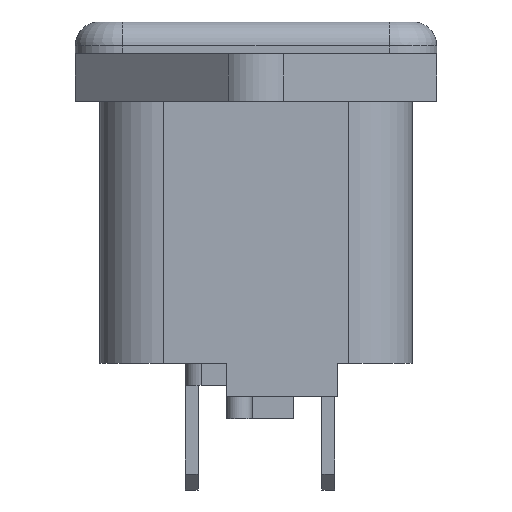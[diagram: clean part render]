
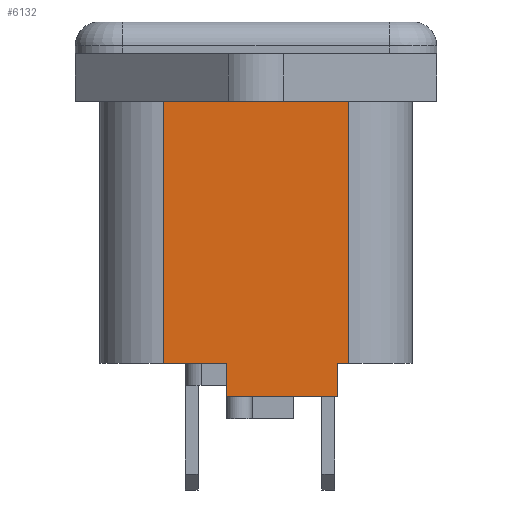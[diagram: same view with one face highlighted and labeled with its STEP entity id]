
A CAD part, front view. The second image highlights one B-rep face of the part: STEP entity #6132.
In plain terms, the highlighted planar face has unit normal (0, -1, 0).
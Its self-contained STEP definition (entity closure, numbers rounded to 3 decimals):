
#54 = FACE_OUTER_BOUND ( 'NONE', #1856, .T. ) ;
#110 = DIRECTION ( 'NONE',  ( 0., 0., -1. ) ) ;
#113 = DIRECTION ( 'NONE',  ( 0., -1., 0. ) ) ;
#155 = PLANE ( 'NONE',  #811 ) ;
#157 = DIRECTION ( 'NONE',  ( -1., 0., 0. ) ) ;
#167 = CARTESIAN_POINT ( 'NONE',  ( -9.85, -13.65, -5. ) ) ;
#213 = CARTESIAN_POINT ( 'NONE',  ( -9.85, -13.65, -5. ) ) ;
#261 = VERTEX_POINT ( 'NONE', #2408 ) ;
#466 = CARTESIAN_POINT ( 'NONE',  ( 5.85, -13.65, -21.5 ) ) ;
#556 = ORIENTED_EDGE ( 'NONE', *, *, #6114, .T. ) ;
#599 = LINE ( 'NONE', #601, #3596 ) ;
#601 = CARTESIAN_POINT ( 'NONE',  ( -5.85, -13.65, -5. ) ) ;
#608 = DIRECTION ( 'NONE',  ( 0., 0., -1. ) ) ;
#749 = VECTOR ( 'NONE', #3155, 1000. ) ;
#811 = AXIS2_PLACEMENT_3D ( 'NONE', #167, #113, #110 ) ;
#812 = ORIENTED_EDGE ( 'NONE', *, *, #1526, .T. ) ;
#869 = LINE ( 'NONE', #6742, #2328 ) ;
#931 = EDGE_CURVE ( 'NONE', #2833, #261, #4419, .T. ) ;
#932 = LINE ( 'NONE', #3165, #749 ) ;
#1061 = CARTESIAN_POINT ( 'NONE',  ( -1.85, -13.65, -23.6 ) ) ;
#1094 = CARTESIAN_POINT ( 'NONE',  ( 5.15, -13.65, -23.6 ) ) ;
#1526 = EDGE_CURVE ( 'NONE', #7104, #5237, #869, .T. ) ;
#1599 = VERTEX_POINT ( 'NONE', #7287 ) ;
#1656 = ORIENTED_EDGE ( 'NONE', *, *, #931, .F. ) ;
#1764 = VERTEX_POINT ( 'NONE', #1061 ) ;
#1856 = EDGE_LOOP ( 'NONE', ( #3182, #6414, #4692, #812, #556, #4907, #1656, #3814 ) ) ;
#1929 = LINE ( 'NONE', #6531, #4860 ) ;
#2328 = VECTOR ( 'NONE', #6543, 1000. ) ;
#2408 = CARTESIAN_POINT ( 'NONE',  ( -5.85, -13.65, -21.5 ) ) ;
#2424 = EDGE_CURVE ( 'NONE', #3558, #1764, #4251, .T. ) ;
#2485 = VECTOR ( 'NONE', #3633, 1000. ) ;
#2833 = VERTEX_POINT ( 'NONE', #3624 ) ;
#2998 = VERTEX_POINT ( 'NONE', #3090 ) ;
#3090 = CARTESIAN_POINT ( 'NONE',  ( -5.85, -13.65, -5. ) ) ;
#3155 = DIRECTION ( 'NONE',  ( 0., 0., 1. ) ) ;
#3165 = CARTESIAN_POINT ( 'NONE',  ( 5.15, -13.65, -25. ) ) ;
#3182 = ORIENTED_EDGE ( 'NONE', *, *, #2424, .F. ) ;
#3558 = VERTEX_POINT ( 'NONE', #1094 ) ;
#3596 = VECTOR ( 'NONE', #608, 1000. ) ;
#3624 = CARTESIAN_POINT ( 'NONE',  ( -1.85, -13.65, -21.5 ) ) ;
#3633 = DIRECTION ( 'NONE',  ( 0., 0., 1. ) ) ;
#3679 = CARTESIAN_POINT ( 'NONE',  ( 5.85, -13.65, -5. ) ) ;
#3683 = CARTESIAN_POINT ( 'NONE',  ( -1.85, -13.65, -25. ) ) ;
#3790 = EDGE_CURVE ( 'NONE', #2998, #261, #599, .T. ) ;
#3814 = ORIENTED_EDGE ( 'NONE', *, *, #5234, .F. ) ;
#4022 = LINE ( 'NONE', #3683, #2485 ) ;
#4228 = VECTOR ( 'NONE', #4547, 1000. ) ;
#4251 = LINE ( 'NONE', #4548, #6839 ) ;
#4299 = CARTESIAN_POINT ( 'NONE',  ( -9.85, -13.65, -21.5 ) ) ;
#4419 = LINE ( 'NONE', #4299, #4228 ) ;
#4448 = EDGE_CURVE ( 'NONE', #7104, #1599, #1929, .T. ) ;
#4547 = DIRECTION ( 'NONE',  ( -1., 0., 0. ) ) ;
#4548 = CARTESIAN_POINT ( 'NONE',  ( -1.85, -13.65, -23.6 ) ) ;
#4665 = DIRECTION ( 'NONE',  ( -1., 0., 0. ) ) ;
#4692 = ORIENTED_EDGE ( 'NONE', *, *, #4448, .F. ) ;
#4860 = VECTOR ( 'NONE', #6534, 1000. ) ;
#4907 = ORIENTED_EDGE ( 'NONE', *, *, #3790, .T. ) ;
#5234 = EDGE_CURVE ( 'NONE', #1764, #2833, #4022, .T. ) ;
#5237 = VERTEX_POINT ( 'NONE', #3679 ) ;
#5364 = EDGE_CURVE ( 'NONE', #3558, #1599, #932, .T. ) ;
#5718 = VECTOR ( 'NONE', #157, 1000. ) ;
#6114 = EDGE_CURVE ( 'NONE', #5237, #2998, #7338, .T. ) ;
#6132 = ADVANCED_FACE ( 'NONE', ( #54 ), #155, .T. ) ;
#6414 = ORIENTED_EDGE ( 'NONE', *, *, #5364, .T. ) ;
#6531 = CARTESIAN_POINT ( 'NONE',  ( -9.85, -13.65, -21.5 ) ) ;
#6534 = DIRECTION ( 'NONE',  ( -1., 0., 0. ) ) ;
#6543 = DIRECTION ( 'NONE',  ( 0., 0., 1. ) ) ;
#6742 = CARTESIAN_POINT ( 'NONE',  ( 5.85, -13.65, -5. ) ) ;
#6839 = VECTOR ( 'NONE', #4665, 1000. ) ;
#7104 = VERTEX_POINT ( 'NONE', #466 ) ;
#7287 = CARTESIAN_POINT ( 'NONE',  ( 5.15, -13.65, -21.5 ) ) ;
#7338 = LINE ( 'NONE', #213, #5718 ) ;
